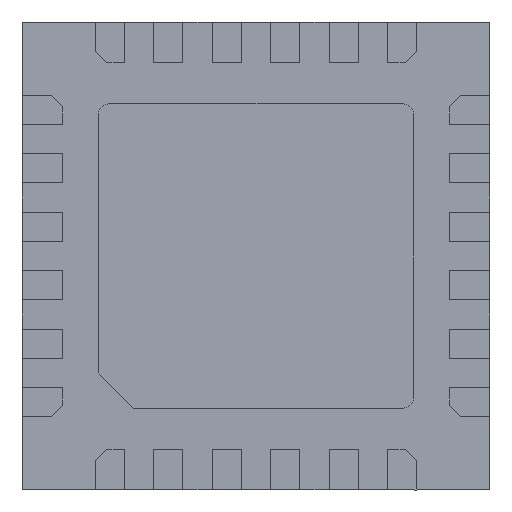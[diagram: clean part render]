
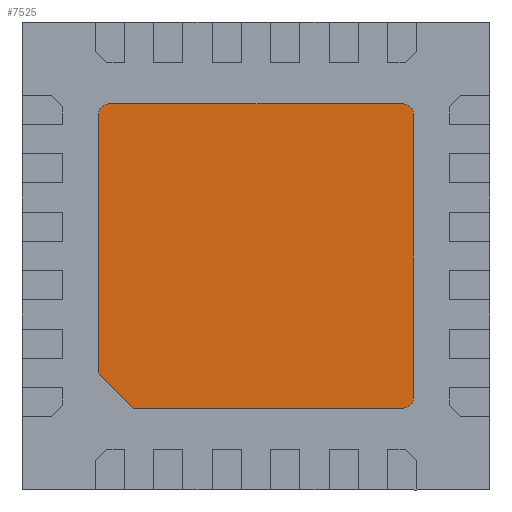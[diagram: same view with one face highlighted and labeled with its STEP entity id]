
A CAD part, front view. The second image highlights one B-rep face of the part: STEP entity #7525.
In plain terms, the highlighted planar face has unit normal (0, -1, 0).
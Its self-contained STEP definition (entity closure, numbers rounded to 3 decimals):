
#519 = DIRECTION ( 'NONE',  ( 0., 1., 0. ) ) ;
#704 = CARTESIAN_POINT ( 'NONE',  ( 1.25, 0., 1.3 ) ) ;
#834 = CARTESIAN_POINT ( 'NONE',  ( 1.25, 0., 1.3 ) ) ;
#1069 = VERTEX_POINT ( 'NONE', #8113 ) ;
#1290 = VERTEX_POINT ( 'NONE', #2649 ) ;
#1850 = VERTEX_POINT ( 'NONE', #704 ) ;
#2217 = ORIENTED_EDGE ( 'NONE', *, *, #2859, .F. ) ;
#2260 = VERTEX_POINT ( 'NONE', #8364 ) ;
#2375 = DIRECTION ( 'NONE',  ( 0., 0., 1. ) ) ;
#2521 = CARTESIAN_POINT ( 'NONE',  ( -1.05, 0., -1.3 ) ) ;
#2606 = EDGE_CURVE ( 'NONE', #8967, #7568, #10200, .T. ) ;
#2649 = CARTESIAN_POINT ( 'NONE',  ( 1.35, 0., -1.2 ) ) ;
#2817 = DIRECTION ( 'NONE',  ( -0.707, 0., 0.707 ) ) ;
#2859 = EDGE_CURVE ( 'NONE', #3990, #1290, #5998, .T. ) ;
#2927 = LINE ( 'NONE', #3962, #6751 ) ;
#3084 = CIRCLE ( 'NONE', #12408, 0.1 ) ;
#3117 = FACE_OUTER_BOUND ( 'NONE', #5724, .T. ) ;
#3216 = EDGE_CURVE ( 'NONE', #7568, #1069, #2927, .T. ) ;
#3256 = VECTOR ( 'NONE', #11387, 1000. ) ;
#3376 = DIRECTION ( 'NONE',  ( 0., 1., 0. ) ) ;
#3586 = CARTESIAN_POINT ( 'NONE',  ( -1.05, 0., -1.3 ) ) ;
#3628 = CARTESIAN_POINT ( 'NONE',  ( -1.35, 0., 1.2 ) ) ;
#3813 = CIRCLE ( 'NONE', #7038, 0.1 ) ;
#3962 = CARTESIAN_POINT ( 'NONE',  ( -1.35, 0., -1. ) ) ;
#3990 = VERTEX_POINT ( 'NONE', #6039 ) ;
#4091 = VECTOR ( 'NONE', #4416, 1000. ) ;
#4203 = ORIENTED_EDGE ( 'NONE', *, *, #3216, .F. ) ;
#4277 = CARTESIAN_POINT ( 'NONE',  ( 0., 0., 0. ) ) ;
#4416 = DIRECTION ( 'NONE',  ( 0., 0., 1. ) ) ;
#4508 = CIRCLE ( 'NONE', #7460, 0.1 ) ;
#4724 = DIRECTION ( 'NONE',  ( 0., 1., 0. ) ) ;
#4876 = DIRECTION ( 'NONE',  ( 0., 1., 0. ) ) ;
#5202 = CARTESIAN_POINT ( 'NONE',  ( 1.25, 0., -1.3 ) ) ;
#5613 = DIRECTION ( 'NONE',  ( 0., 0., -1. ) ) ;
#5724 = EDGE_LOOP ( 'NONE', ( #5942, #5991, #8899, #4203, #10242, #7203, #2217, #7399 ) ) ;
#5757 = CARTESIAN_POINT ( 'NONE',  ( 1.25, 0., 1.2 ) ) ;
#5942 = ORIENTED_EDGE ( 'NONE', *, *, #12041, .F. ) ;
#5991 = ORIENTED_EDGE ( 'NONE', *, *, #12267, .F. ) ;
#5998 = LINE ( 'NONE', #6611, #12504 ) ;
#6039 = CARTESIAN_POINT ( 'NONE',  ( 1.35, 0., 1.2 ) ) ;
#6332 = VERTEX_POINT ( 'NONE', #3628 ) ;
#6611 = CARTESIAN_POINT ( 'NONE',  ( 1.35, 0., -1.2 ) ) ;
#6751 = VECTOR ( 'NONE', #2817, 1000. ) ;
#7038 = AXIS2_PLACEMENT_3D ( 'NONE', #11729, #4724, #12621 ) ;
#7154 = LINE ( 'NONE', #10381, #4091 ) ;
#7172 = PLANE ( 'NONE',  #10955 ) ;
#7203 = ORIENTED_EDGE ( 'NONE', *, *, #10990, .F. ) ;
#7399 = ORIENTED_EDGE ( 'NONE', *, *, #10376, .F. ) ;
#7460 = AXIS2_PLACEMENT_3D ( 'NONE', #9422, #519, #12412 ) ;
#7525 = ADVANCED_FACE ( 'NONE', ( #3117 ), #7172, .F. ) ;
#7568 = VERTEX_POINT ( 'NONE', #3586 ) ;
#8113 = CARTESIAN_POINT ( 'NONE',  ( -1.35, 0., -1. ) ) ;
#8364 = CARTESIAN_POINT ( 'NONE',  ( -1.25, 0., 1.3 ) ) ;
#8868 = LINE ( 'NONE', #834, #12733 ) ;
#8899 = ORIENTED_EDGE ( 'NONE', *, *, #9052, .F. ) ;
#8967 = VERTEX_POINT ( 'NONE', #5202 ) ;
#9052 = EDGE_CURVE ( 'NONE', #1069, #6332, #7154, .T. ) ;
#9422 = CARTESIAN_POINT ( 'NONE',  ( -1.25, 0., 1.2 ) ) ;
#10200 = LINE ( 'NONE', #2521, #3256 ) ;
#10242 = ORIENTED_EDGE ( 'NONE', *, *, #2606, .F. ) ;
#10376 = EDGE_CURVE ( 'NONE', #1850, #3990, #3084, .T. ) ;
#10381 = CARTESIAN_POINT ( 'NONE',  ( -1.35, 0., 1.2 ) ) ;
#10955 = AXIS2_PLACEMENT_3D ( 'NONE', #4277, #3376, #2375 ) ;
#10958 = DIRECTION ( 'NONE',  ( 1., 0., 0. ) ) ;
#10990 = EDGE_CURVE ( 'NONE', #1290, #8967, #3813, .T. ) ;
#11387 = DIRECTION ( 'NONE',  ( -1., 0., 0. ) ) ;
#11729 = CARTESIAN_POINT ( 'NONE',  ( 1.25, 0., -1.2 ) ) ;
#11874 = DIRECTION ( 'NONE',  ( 0., 0., 1. ) ) ;
#12041 = EDGE_CURVE ( 'NONE', #2260, #1850, #8868, .T. ) ;
#12267 = EDGE_CURVE ( 'NONE', #6332, #2260, #4508, .T. ) ;
#12408 = AXIS2_PLACEMENT_3D ( 'NONE', #5757, #4876, #11874 ) ;
#12412 = DIRECTION ( 'NONE',  ( 0., 0., 1. ) ) ;
#12504 = VECTOR ( 'NONE', #5613, 1000. ) ;
#12621 = DIRECTION ( 'NONE',  ( 0., 0., 1. ) ) ;
#12733 = VECTOR ( 'NONE', #10958, 1000. ) ;
